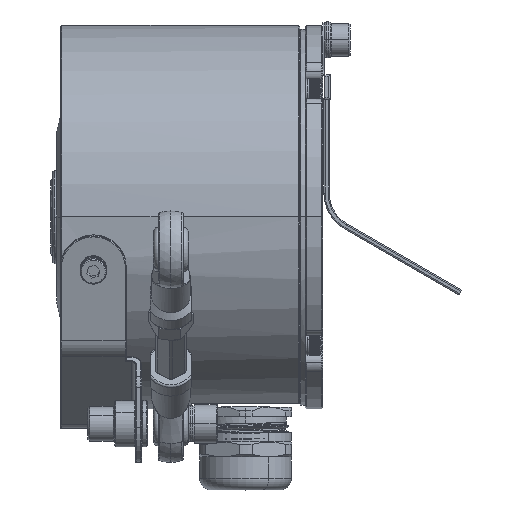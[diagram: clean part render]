
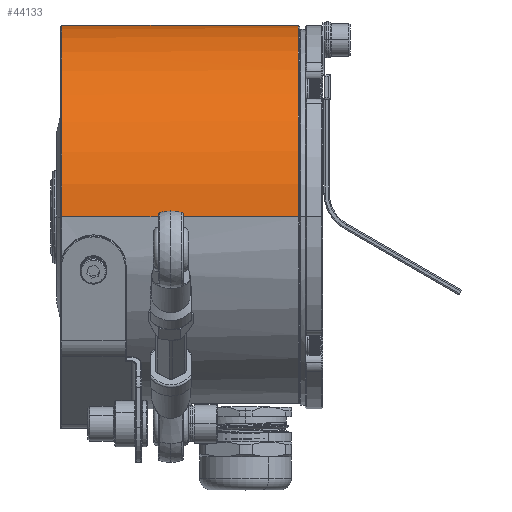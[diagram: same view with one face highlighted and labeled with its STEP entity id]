
A CAD part, top view. The second image highlights one B-rep face of the part: STEP entity #44133.
In plain terms, the highlighted cylindrical face has radius 49.75 mm (diameter 99.5 mm), a partial arc.
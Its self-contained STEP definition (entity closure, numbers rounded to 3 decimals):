
#568 = CARTESIAN_POINT ( 'NONE',  ( -24.191, 9.509, 34.65 ) ) ;
#1218 = VERTEX_POINT ( 'NONE', #47091 ) ;
#2640 = CARTESIAN_POINT ( 'NONE',  ( -21.191, 17.111, 35.234 ) ) ;
#3077 = CIRCLE ( 'NONE', #25319, 49.75 ) ;
#3793 = CARTESIAN_POINT ( 'NONE',  ( -24.191, 9.509, 134.15 ) ) ;
#5253 = CARTESIAN_POINT ( 'NONE',  ( -22.891, 9.509, 84.4 ) ) ;
#5322 = ORIENTED_EDGE ( 'NONE', *, *, #28981, .T. ) ;
#6385 = DIRECTION ( 'NONE',  ( 0., 0., -1. ) ) ;
#8049 = DIRECTION ( 'NONE',  ( -1., 0., 0. ) ) ;
#8297 = CARTESIAN_POINT ( 'NONE',  ( 38.509, 9.509, 84.4 ) ) ;
#8485 = CIRCLE ( 'NONE', #49099, 49.75 ) ;
#9720 = DIRECTION ( 'NONE',  ( -1., 0., 0. ) ) ;
#10173 = VECTOR ( 'NONE', #42171, 1000. ) ;
#10540 = VERTEX_POINT ( 'NONE', #18142 ) ;
#10974 = CARTESIAN_POINT ( 'NONE',  ( -24.191, 48.288, 53.234 ) ) ;
#12807 = DIRECTION ( 'NONE',  ( 0., 0., 1. ) ) ;
#13486 = EDGE_CURVE ( 'NONE', #37852, #10540, #65580, .T. ) ;
#14446 = VERTEX_POINT ( 'NONE', #34714 ) ;
#15381 = ORIENTED_EDGE ( 'NONE', *, *, #39944, .F. ) ;
#15466 = AXIS2_PLACEMENT_3D ( 'NONE', #8297, #8049, #23388 ) ;
#17066 = EDGE_CURVE ( 'NONE', #14446, #40932, #8485, .T. ) ;
#17500 = LINE ( 'NONE', #10974, #52723 ) ;
#18142 = CARTESIAN_POINT ( 'NONE',  ( -22.891, 9.509, 134.15 ) ) ;
#20780 = CARTESIAN_POINT ( 'NONE',  ( -21.191, 9.509, 84.4 ) ) ;
#23388 = DIRECTION ( 'NONE',  ( 0., 0., -1. ) ) ;
#25319 = AXIS2_PLACEMENT_3D ( 'NONE', #5253, #62267, #67546 ) ;
#26035 = DIRECTION ( 'NONE',  ( -1., 0., 0. ) ) ;
#26136 = DIRECTION ( 'NONE',  ( 0., 0., 1. ) ) ;
#26779 = ORIENTED_EDGE ( 'NONE', *, *, #66685, .F. ) ;
#27355 = LINE ( 'NONE', #568, #10173 ) ;
#27379 = EDGE_CURVE ( 'NONE', #1218, #49572, #58913, .T. ) ;
#28012 = AXIS2_PLACEMENT_3D ( 'NONE', #60451, #48980, #12807 ) ;
#28913 = ORIENTED_EDGE ( 'NONE', *, *, #17066, .T. ) ;
#28981 = EDGE_CURVE ( 'NONE', #64698, #14446, #27355, .T. ) ;
#29657 = CARTESIAN_POINT ( 'NONE',  ( 38.509, 9.509, 134.15 ) ) ;
#31197 = CARTESIAN_POINT ( 'NONE',  ( -22.891, 9.509, 84.4 ) ) ;
#31314 = EDGE_CURVE ( 'NONE', #37852, #64698, #52610, .T. ) ;
#31561 = DIRECTION ( 'NONE',  ( 1., 0., 0. ) ) ;
#33166 = CARTESIAN_POINT ( 'NONE',  ( -22.891, 48.288, 53.234 ) ) ;
#34714 = CARTESIAN_POINT ( 'NONE',  ( -22.891, 9.509, 34.65 ) ) ;
#37852 = VERTEX_POINT ( 'NONE', #29657 ) ;
#38814 = VERTEX_POINT ( 'NONE', #33166 ) ;
#39944 = EDGE_CURVE ( 'NONE', #38814, #1218, #17500, .T. ) ;
#40754 = DIRECTION ( 'NONE',  ( -1., 0., 0. ) ) ;
#40932 = VERTEX_POINT ( 'NONE', #59139 ) ;
#42171 = DIRECTION ( 'NONE',  ( -1., 0., 0. ) ) ;
#42934 = VECTOR ( 'NONE', #40754, 1000. ) ;
#44133 = ADVANCED_FACE ( 'NONE', ( #47414 ), #61452, .T. ) ;
#44864 = ORIENTED_EDGE ( 'NONE', *, *, #27379, .F. ) ;
#47091 = CARTESIAN_POINT ( 'NONE',  ( -21.191, 48.288, 53.234 ) ) ;
#47414 = FACE_OUTER_BOUND ( 'NONE', #55950, .T. ) ;
#48980 = DIRECTION ( 'NONE',  ( -1., 0., 0. ) ) ;
#49099 = AXIS2_PLACEMENT_3D ( 'NONE', #31197, #67867, #26136 ) ;
#49572 = VERTEX_POINT ( 'NONE', #2640 ) ;
#51640 = VECTOR ( 'NONE', #9720, 1000. ) ;
#52610 = CIRCLE ( 'NONE', #15466, 49.75 ) ;
#52723 = VECTOR ( 'NONE', #31561, 1000. ) ;
#53392 = CARTESIAN_POINT ( 'NONE',  ( 38.509, 9.509, 34.65 ) ) ;
#53583 = LINE ( 'NONE', #60250, #42934 ) ;
#55950 = EDGE_LOOP ( 'NONE', ( #67612, #5322, #28913, #26779, #44864, #15381, #64571, #62481 ) ) ;
#58913 = CIRCLE ( 'NONE', #63919, 49.75 ) ;
#59139 = CARTESIAN_POINT ( 'NONE',  ( -22.891, 17.111, 35.234 ) ) ;
#60250 = CARTESIAN_POINT ( 'NONE',  ( -24.191, 17.111, 35.234 ) ) ;
#60451 = CARTESIAN_POINT ( 'NONE',  ( -24.191, 9.509, 84.4 ) ) ;
#61452 = CYLINDRICAL_SURFACE ( 'NONE', #28012, 49.75 ) ;
#62267 = DIRECTION ( 'NONE',  ( 1., 0., 0. ) ) ;
#62481 = ORIENTED_EDGE ( 'NONE', *, *, #13486, .F. ) ;
#63919 = AXIS2_PLACEMENT_3D ( 'NONE', #20780, #26035, #6385 ) ;
#64571 = ORIENTED_EDGE ( 'NONE', *, *, #65108, .T. ) ;
#64698 = VERTEX_POINT ( 'NONE', #53392 ) ;
#65108 = EDGE_CURVE ( 'NONE', #38814, #10540, #3077, .T. ) ;
#65580 = LINE ( 'NONE', #3793, #51640 ) ;
#66685 = EDGE_CURVE ( 'NONE', #49572, #40932, #53583, .T. ) ;
#67546 = DIRECTION ( 'NONE',  ( 0., 0., 1. ) ) ;
#67612 = ORIENTED_EDGE ( 'NONE', *, *, #31314, .T. ) ;
#67867 = DIRECTION ( 'NONE',  ( 1., 0., 0. ) ) ;
